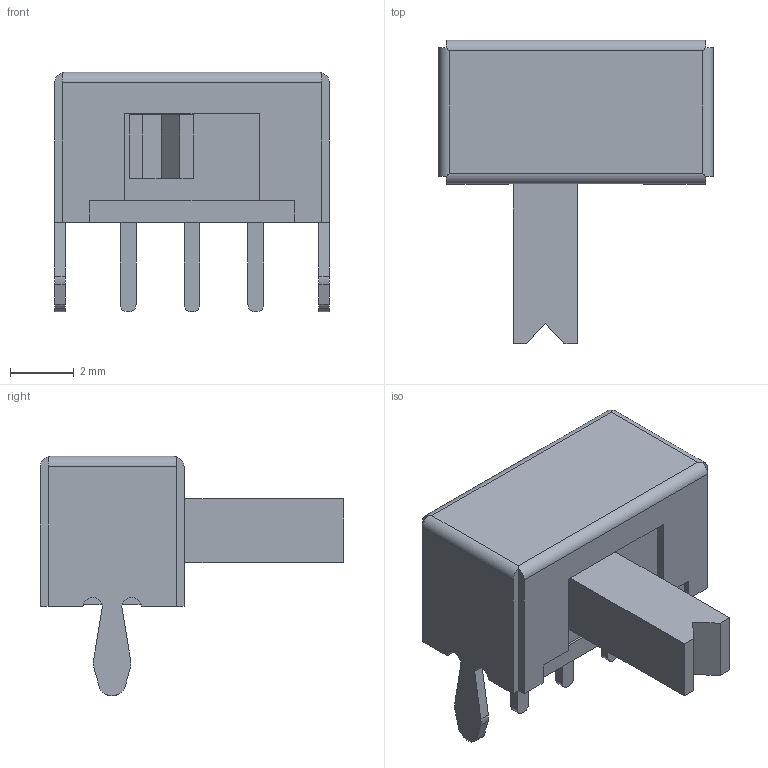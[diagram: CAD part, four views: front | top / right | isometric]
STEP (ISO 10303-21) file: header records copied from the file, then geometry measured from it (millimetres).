
FILE_DESCRIPTION(/* description */ ('Unknown'),/* implementation_level */ '2;1');
FILE_NAME(/* name */ 'SLW-864547-5A-RA-D',/* time_stamp */ '2023-10-16T08:02:40+02:00',/* author */ ('Unknown'),/* organization */ ('Unknown'),/* preprocessor_version */ 'ST-DEVELOPER v18.102',/* originating_system */ 'Solid Edge',/* authorisation */ 'Unknown');
FILE_SCHEMA (('AUTOMOTIVE_DESIGN {1 0 10303 214 3 1 1}'));
Length unit declared in the file: millimetre
Products named in the file (1): SLW-864547-5A-RA-D
Bounding box: 8.6 x 9.5 x 7.5 mm (x, y, z)
Volume: 197.8 mm3; surface area: 269.6 mm2
Topology: 1 solids, 1 shells, 89 faces, 235 edges, 152 vertices
Faces by surface type: plane 69, cylinder 20
Entity records: 3378 total; most frequent: CARTESIAN_POINT 477, ORIENTED_EDGE 470, DIRECTION 467, EDGE_CURVE 235, LINE 183, VECTOR 183, VERTEX_POINT 152, AXIS2_PLACEMENT_3D 142
